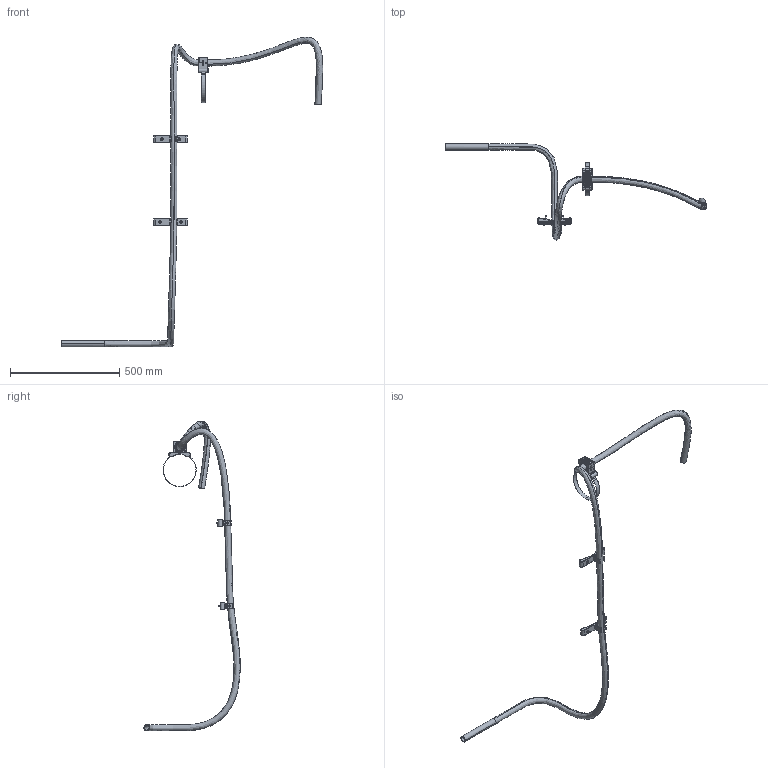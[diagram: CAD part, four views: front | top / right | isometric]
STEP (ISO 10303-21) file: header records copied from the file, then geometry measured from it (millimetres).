
FILE_DESCRIPTION (( 'STEP AP214' ), '1' );
FILE_NAME ('P2613.STEP', '2026-03-02T12:38:00', ( '' ), ( '' ), 'SwSTEP 2.0', 'SolidWorks 2024', '' );
FILE_SCHEMA (( 'AUTOMOTIVE_DESIGN' ));
Length unit declared in the file: millimetre
Products named in the file (1): P2613
Bounding box: 1196.91 x 440.78 x 1417.04 mm (x, y, z)
Volume: 1043159.2 mm3; surface area: 619121.6 mm2
Topology: 66 solids, 66 shells, 1652 faces, 4056 edges, 2516 vertices
Faces by surface type: plane 667, bspline 358, cylinder 353, torus 170, cone 78, sphere 26
Entity records: 145383 total; most frequent: CARTESIAN_POINT 89710, ORIENTED_EDGE 7996, DIRECTION 7016, EDGE_CURVE 3998, AXIS2_PLACEMENT_3D 2547, VERTEX_POINT 2516, LINE 1922, VECTOR 1922
